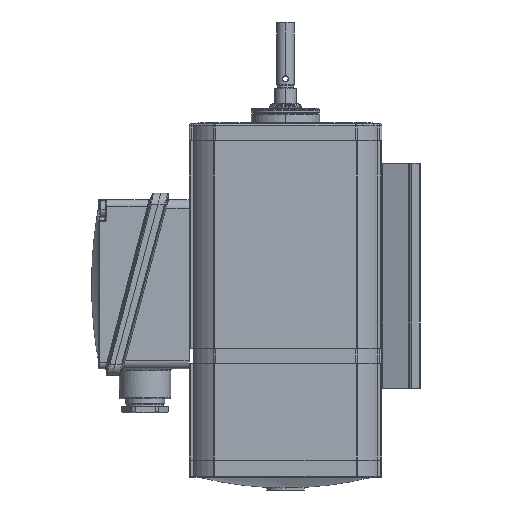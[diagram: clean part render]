
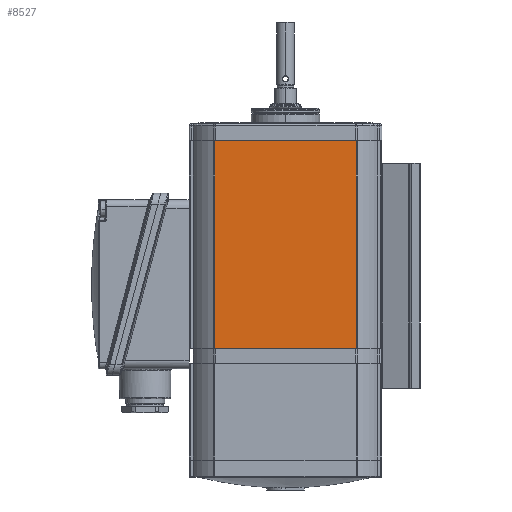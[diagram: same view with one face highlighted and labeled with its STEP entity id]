
A CAD part, left-side view. The second image highlights one B-rep face of the part: STEP entity #8527.
In plain terms, the highlighted planar face has unit normal (-1, 0, 0).
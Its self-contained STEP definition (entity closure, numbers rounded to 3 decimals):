
#2195 = EDGE_CURVE ( 'NONE', #46595, #23711, #11605, .T. ) ;
#2841 = PLANE ( 'NONE',  #44138 ) ;
#8527 = ADVANCED_FACE ( 'NONE', ( #44403 ), #2841, .F. ) ;
#10065 = ORIENTED_EDGE ( 'NONE', *, *, #2195, .F. ) ;
#10205 = DIRECTION ( 'NONE',  ( 0., -1., 0. ) ) ;
#10304 = DIRECTION ( 'NONE',  ( 0., 1., 0. ) ) ;
#11017 = LINE ( 'NONE', #48184, #32511 ) ;
#11605 = LINE ( 'NONE', #49595, #21041 ) ;
#13122 = ORIENTED_EDGE ( 'NONE', *, *, #13552, .F. ) ;
#13552 = EDGE_CURVE ( 'NONE', #23711, #42289, #40150, .T. ) ;
#15192 = DIRECTION ( 'NONE',  ( 1., 0., 0. ) ) ;
#18617 = VECTOR ( 'NONE', #10205, 1000. ) ;
#19652 = DIRECTION ( 'NONE',  ( 0., 0., 1. ) ) ;
#19825 = VECTOR ( 'NONE', #10304, 1000. ) ;
#21041 = VECTOR ( 'NONE', #29911, 1000. ) ;
#23215 = EDGE_CURVE ( 'NONE', #35922, #42289, #11017, .T. ) ;
#23711 = VERTEX_POINT ( 'NONE', #28589 ) ;
#28589 = CARTESIAN_POINT ( 'NONE',  ( -45., 33., 98. ) ) ;
#29911 = DIRECTION ( 'NONE',  ( 0., 0., 1. ) ) ;
#30475 = CARTESIAN_POINT ( 'NONE',  ( -45., 45., 1. ) ) ;
#30538 = CARTESIAN_POINT ( 'NONE',  ( -45., 45., 98. ) ) ;
#32511 = VECTOR ( 'NONE', #19652, 1000. ) ;
#32934 = CARTESIAN_POINT ( 'NONE',  ( -45., 33., 1. ) ) ;
#35922 = VERTEX_POINT ( 'NONE', #44779 ) ;
#37373 = CARTESIAN_POINT ( 'NONE',  ( -45., -33., 98. ) ) ;
#38353 = ORIENTED_EDGE ( 'NONE', *, *, #51243, .F. ) ;
#39456 = CARTESIAN_POINT ( 'NONE',  ( -45., 45., 99. ) ) ;
#40150 = LINE ( 'NONE', #30538, #18617 ) ;
#42289 = VERTEX_POINT ( 'NONE', #37373 ) ;
#43537 = DIRECTION ( 'NONE',  ( 0., 1., 0. ) ) ;
#44138 = AXIS2_PLACEMENT_3D ( 'NONE', #39456, #15192, #43537 ) ;
#44403 = FACE_OUTER_BOUND ( 'NONE', #48893, .T. ) ;
#44779 = CARTESIAN_POINT ( 'NONE',  ( -45., -33., 1. ) ) ;
#46595 = VERTEX_POINT ( 'NONE', #32934 ) ;
#47746 = ORIENTED_EDGE ( 'NONE', *, *, #23215, .T. ) ;
#48184 = CARTESIAN_POINT ( 'NONE',  ( -45., -33., 0. ) ) ;
#48893 = EDGE_LOOP ( 'NONE', ( #13122, #10065, #38353, #47746 ) ) ;
#49595 = CARTESIAN_POINT ( 'NONE',  ( -45., 33., 0. ) ) ;
#50878 = LINE ( 'NONE', #30475, #19825 ) ;
#51243 = EDGE_CURVE ( 'NONE', #35922, #46595, #50878, .T. ) ;
